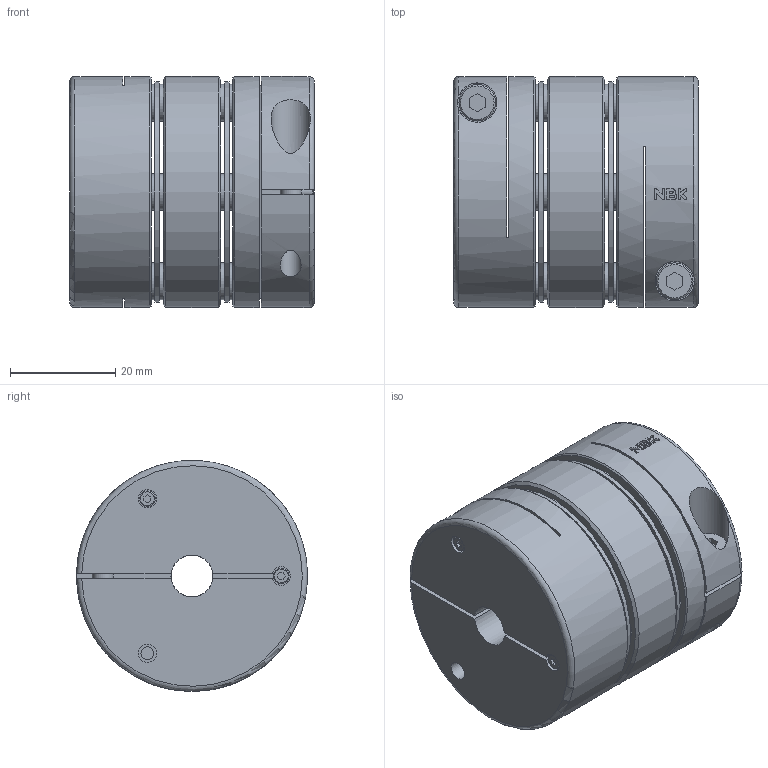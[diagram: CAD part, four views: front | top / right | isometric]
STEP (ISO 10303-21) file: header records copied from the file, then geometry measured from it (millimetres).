
FILE_DESCRIPTION(/* description */ ('STEP AP214'),/* implementation_level */ '2;1');
FILE_NAME(/* name */ 'XHW-44C-8-8',/* time_stamp */ '2024-06-05T11:25:58+02:00',/* author */ ('License CC BY-ND 4.0'),/* organization */ ('CADENAS'),/* preprocessor_version */ 'ST-DEVELOPER v19.3',/* originating_system */ 'PARTsolutions',/* authorisation */ ' ');
FILE_SCHEMA (('AUTOMOTIVE_DESIGN {1 0 10303 214 3 1 1}'));
Length unit declared in the file: millimetre
Products named in the file (5): XHW-44C-8-8; XHW-44C - 8-8 - Hub 1-2.0; XHW-44C - Disk-2.0; XHW-44C_Spacer_2.0; XHW-44C - 8-8 - Hub 2-2.0
Assembly tree (5 placements, depth 2):
  XHW-44C-8-8
    XHW-44C - 8-8 - Hub 1-2.0
    XHW-44C - Disk-2.0  x2
    XHW-44C_Spacer_2.0
    XHW-44C - 8-8 - Hub 2-2.0
Bounding box: 46.6 x 44 x 44 mm (x, y, z)
Volume: 57502.6 mm3; surface area: 25702.6 mm2
Topology: 5 solids, 7 shells, 209 faces, 490 edges, 326 vertices
Faces by surface type: plane 127, cylinder 68, cone 8, torus 6
Full cylindrical faces by diameter (mm): 2.45 x4, 2.975 x4, 3.5 x4, 4 x6, 4.5 x2, 7 x18, 7.5 x2, 8 x2, 22.5 x2, 23 x1, 42 x2, 44 x3
Entity records: 5605 total; most frequent: CARTESIAN_POINT 1049, DIRECTION 928, ORIENTED_EDGE 792, EDGE_CURVE 396, AXIS2_PLACEMENT_3D 349, EDGE_LOOP 318, FACE_BOUND 318, VERTEX_POINT 296
